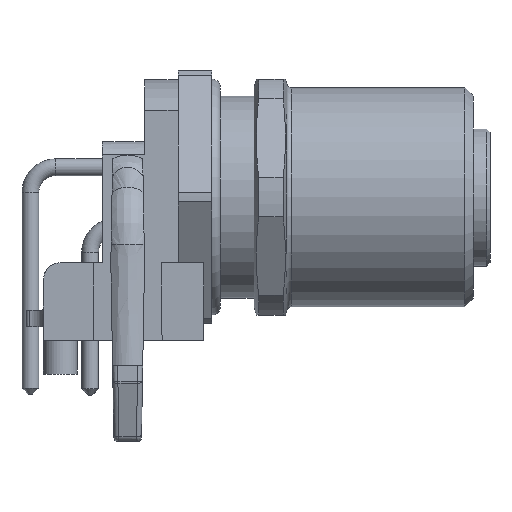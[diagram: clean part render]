
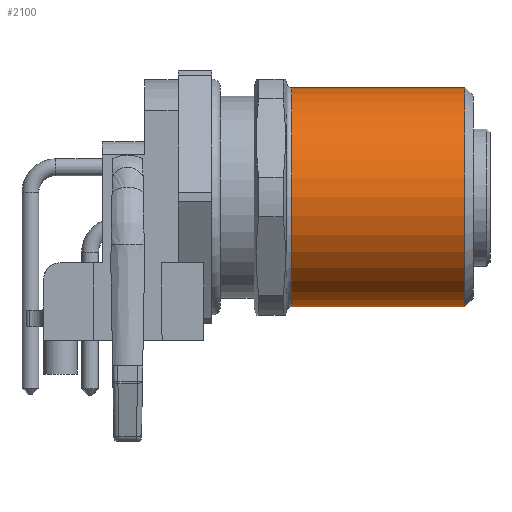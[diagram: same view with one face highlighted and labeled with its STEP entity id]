
A CAD part, left-side view. The second image highlights one B-rep face of the part: STEP entity #2100.
In plain terms, the highlighted cylindrical face has radius 6.5 mm (diameter 13 mm), a full revolution.
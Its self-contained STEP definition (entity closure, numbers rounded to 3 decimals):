
#2100=ADVANCED_FACE('',(#2394,#2395),#2308,.T.);
#2308=CYLINDRICAL_SURFACE('',#6704,6.5);
#2394=FACE_BOUND('',#2694,.T.);
#2395=FACE_BOUND('',#2695,.T.);
#2694=EDGE_LOOP('',(#3931));
#2695=EDGE_LOOP('',(#3932));
#3931=ORIENTED_EDGE('',*,*,#5797,.T.);
#3932=ORIENTED_EDGE('',*,*,#5798,.T.);
#5013=VERTEX_POINT('',#10684);
#5014=VERTEX_POINT('',#10686);
#5797=EDGE_CURVE('',#5013,#5013,#6271,.T.);
#5798=EDGE_CURVE('',#5014,#5014,#6272,.T.);
#6271=CIRCLE('',#6702,6.5);
#6272=CIRCLE('',#6703,6.5);
#6702=AXIS2_PLACEMENT_3D('',#10683,#7895,#7896);
#6703=AXIS2_PLACEMENT_3D('',#10685,#7897,#7898);
#6704=AXIS2_PLACEMENT_3D('',#10687,#7899,#7900);
#7895=DIRECTION('',(0.,-1.,0.));
#7896=DIRECTION('',(-0.5,0.,0.866));
#7897=DIRECTION('',(0.,1.,0.));
#7898=DIRECTION('',(0.5,0.,-0.866));
#7899=DIRECTION('',(0.,-1.,0.));
#7900=DIRECTION('',(0.5,0.,-0.866));
#10683=CARTESIAN_POINT('',(0.,-6.73,0.));
#10684=CARTESIAN_POINT('',(-3.25,-6.73,5.629));
#10685=CARTESIAN_POINT('',(0.,-17.,0.));
#10686=CARTESIAN_POINT('',(3.25,-17.,-5.629));
#10687=CARTESIAN_POINT('',(0.,-17.5,0.));
